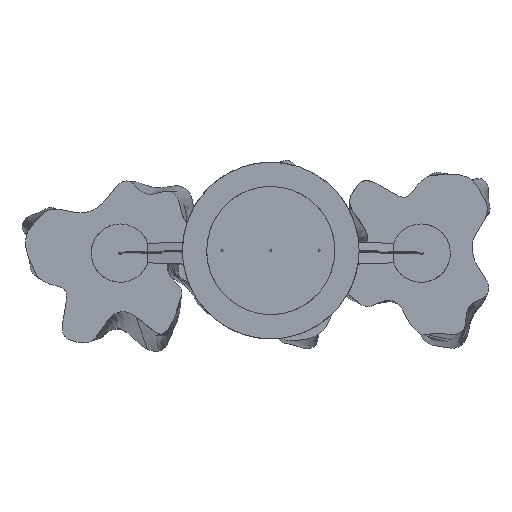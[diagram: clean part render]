
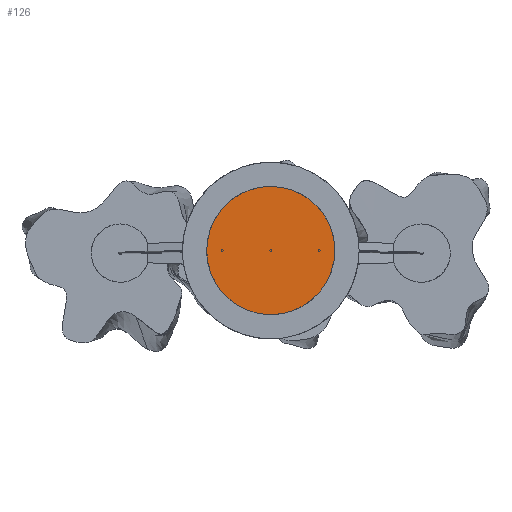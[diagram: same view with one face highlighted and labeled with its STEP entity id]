
A CAD part, top view. The second image highlights one B-rep face of the part: STEP entity #126.
In plain terms, the highlighted planar face has unit normal (0, 0, 1).
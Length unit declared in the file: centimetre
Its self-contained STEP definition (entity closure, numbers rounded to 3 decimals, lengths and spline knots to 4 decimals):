
#126=ADVANCED_FACE($,(#255),#1638,.T.);
#255=FACE_OUTER_BOUND($,#385,.T.);
#385=EDGE_LOOP($,(#610,#611,#612,#613));
#610=ORIENTED_EDGE($,*,*,#1114,.F.);
#611=ORIENTED_EDGE($,*,*,#1117,.F.);
#612=ORIENTED_EDGE($,*,*,#1119,.F.);
#613=ORIENTED_EDGE($,*,*,#1121,.T.);
#1114=EDGE_CURVE($,#1391,#1392,#1689,.T.);
#1117=EDGE_CURVE($,#1393,#1391,#1692,.T.);
#1119=EDGE_CURVE($,#1394,#1393,#1694,.T.);
#1121=EDGE_CURVE($,#1394,#1392,#1839,.T.);
#1391=VERTEX_POINT($,#2739);
#1392=VERTEX_POINT($,#2740);
#1393=VERTEX_POINT($,#2741);
#1394=VERTEX_POINT($,#2742);
#1638=PLANE($,#2076);
#1689=(
BOUNDED_CURVE()
B_SPLINE_CURVE(2,(#2597,#2598,#2599),.UNSPECIFIED.,.F.,.F.)
B_SPLINE_CURVE_WITH_KNOTS((3,3),(103.6726,207.3451),.UNSPECIFIED.)
CURVE()
GEOMETRIC_REPRESENTATION_ITEM()
RATIONAL_B_SPLINE_CURVE((1.,0.707,1.))
REPRESENTATION_ITEM($)
);
#1692=(
BOUNDED_CURVE()
B_SPLINE_CURVE(2,(#2604,#2605,#2606),.UNSPECIFIED.,.F.,.F.)
B_SPLINE_CURVE_WITH_KNOTS((3,3),(0.,103.6726),.UNSPECIFIED.)
CURVE()
GEOMETRIC_REPRESENTATION_ITEM()
RATIONAL_B_SPLINE_CURVE((1.,0.707,1.))
REPRESENTATION_ITEM($)
);
#1694=(
BOUNDED_CURVE()
B_SPLINE_CURVE(2,(#2609,#2610,#2611),.UNSPECIFIED.,.F.,.F.)
B_SPLINE_CURVE_WITH_KNOTS((3,3),(103.6726,207.3451),.UNSPECIFIED.)
CURVE()
GEOMETRIC_REPRESENTATION_ITEM()
RATIONAL_B_SPLINE_CURVE((1.,0.707,1.))
REPRESENTATION_ITEM($)
);
#1839=B_SPLINE_CURVE_WITH_KNOTS($,3,(#2614,#2615,#2616,#2617,#2618,#2619,
#2620,#2621,#2622,#2623,#2624,#2625,#2626,#2627,#2628,#2629,#2630,#2631,
#2632,#2633,#2634,#2635,#2636,#2637,#2638,#2639),.UNSPECIFIED.,.F.,.F.,(4,
2,2,2,2,2,2,2,2,2,2,2,4),(-103.6726,-97.7362,-91.5999,
-85.2812,-78.8019,-65.4611,-51.8363,-38.2114,
-24.8706,-18.3914,-12.0726,-5.9363,
0.),.UNSPECIFIED.);
#2076=AXIS2_PLACEMENT_3D($,#2725,#2105,$);
#2105=DIRECTION($,(0.,0.,1.));
#2597=CARTESIAN_POINT($,(66.,0.,0.));
#2598=CARTESIAN_POINT($,(66.,-66.,0.));
#2599=CARTESIAN_POINT($,(0.,-66.,0.));
#2604=CARTESIAN_POINT($,(0.,66.,0.));
#2605=CARTESIAN_POINT($,(66.,66.,0.));
#2606=CARTESIAN_POINT($,(66.,0.,0.));
#2609=CARTESIAN_POINT($,(-66.,0.,0.));
#2610=CARTESIAN_POINT($,(-66.,66.,0.));
#2611=CARTESIAN_POINT($,(0.,66.,0.));
#2614=CARTESIAN_POINT($,(-66.,0.,0.));
#2615=CARTESIAN_POINT($,(-66.,-1.9799,0.));
#2616=CARTESIAN_POINT($,(-65.9109,-3.9585,0.));
#2617=CARTESIAN_POINT($,(-65.5491,-7.9687,0.));
#2618=CARTESIAN_POINT($,(-65.2706,-9.9971,0.));
#2619=CARTESIAN_POINT($,(-64.5147,-14.0818,0.));
#2620=CARTESIAN_POINT($,(-64.0322,-16.1343,0.));
#2621=CARTESIAN_POINT($,(-62.8577,-20.238,0.));
#2622=CARTESIAN_POINT($,(-62.1615,-22.285,0.));
#2623=CARTESIAN_POINT($,(-59.7282,-28.4313,0.));
#2624=CARTESIAN_POINT($,(-57.6765,-32.3916,0.));
#2625=CARTESIAN_POINT($,(-52.7551,-39.9193,0.));
#2626=CARTESIAN_POINT($,(-49.8823,-43.4558,0.));
#2627=CARTESIAN_POINT($,(-43.4558,-49.8823,0.));
#2628=CARTESIAN_POINT($,(-39.9193,-52.7551,0.));
#2629=CARTESIAN_POINT($,(-32.3916,-57.6765,0.));
#2630=CARTESIAN_POINT($,(-28.4313,-59.7282,0.));
#2631=CARTESIAN_POINT($,(-22.285,-62.1615,0.));
#2632=CARTESIAN_POINT($,(-20.238,-62.8577,0.));
#2633=CARTESIAN_POINT($,(-16.1343,-64.0322,0.));
#2634=CARTESIAN_POINT($,(-14.0818,-64.5147,0.));
#2635=CARTESIAN_POINT($,(-9.9971,-65.2706,0.));
#2636=CARTESIAN_POINT($,(-7.9687,-65.5491,0.));
#2637=CARTESIAN_POINT($,(-3.9585,-65.9109,0.));
#2638=CARTESIAN_POINT($,(-1.9799,-66.,0.));
#2639=CARTESIAN_POINT($,(0.,-66.,0.));
#2725=CARTESIAN_POINT($,(-67.32,67.32,0.));
#2739=CARTESIAN_POINT($,(66.,0.,0.));
#2740=CARTESIAN_POINT($,(0.,-66.,0.));
#2741=CARTESIAN_POINT($,(0.,66.,0.));
#2742=CARTESIAN_POINT($,(-66.,0.,0.));
